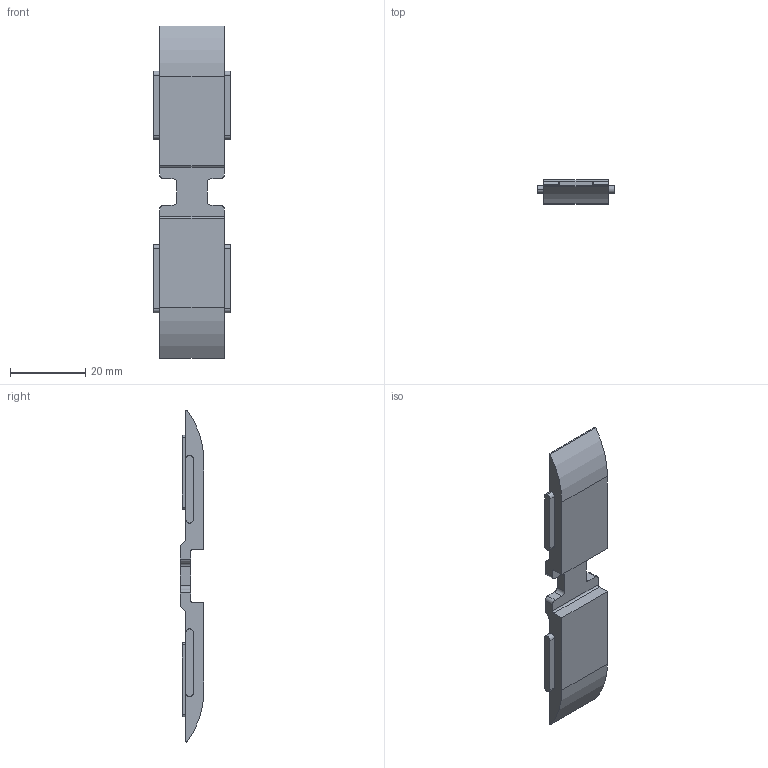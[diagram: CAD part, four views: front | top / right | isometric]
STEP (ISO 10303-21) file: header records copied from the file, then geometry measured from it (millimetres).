
FILE_DESCRIPTION (( 'STEP AP203' ), '1' );
FILE_NAME ('25-MK-B-V2A.STEP', '2018-06-06T12:01:34', ( '' ), ( '' ), 'SwSTEP 2.0', 'SolidWorks 2015', '' );
FILE_SCHEMA (( 'CONFIG_CONTROL_DESIGN' ));
Length unit declared in the file: millimetre
Products named in the file (3): 25-MK-B-XXX Teil1_25-MK-B-V2A Teil1; 25-MK-B-XXX Teil2_25-MK-B-XXX Teil2; 25-MK-B-V2A
Assembly tree (3 placements, depth 2):
  25-MK-B-V2A
    25-MK-B-XXX Teil1_25-MK-B-V2A Teil1
    25-MK-B-XXX Teil2_25-MK-B-XXX Teil2  x2
Bounding box: 20.5 x 6.3 x 88 mm (x, y, z)
Volume: 6566.5 mm3; surface area: 5176.3 mm2
Topology: 3 solids, 3 shells, 296 faces, 798 edges, 532 vertices
Faces by surface type: plane 188, cylinder 54, bspline 54
Entity records: 12367 total; most frequent: CARTESIAN_POINT 5092, ORIENTED_EDGE 1548, DIRECTION 1242, EDGE_CURVE 774, VECTOR 566, LINE 566, VERTEX_POINT 516, AXIS2_PLACEMENT_3D 338
